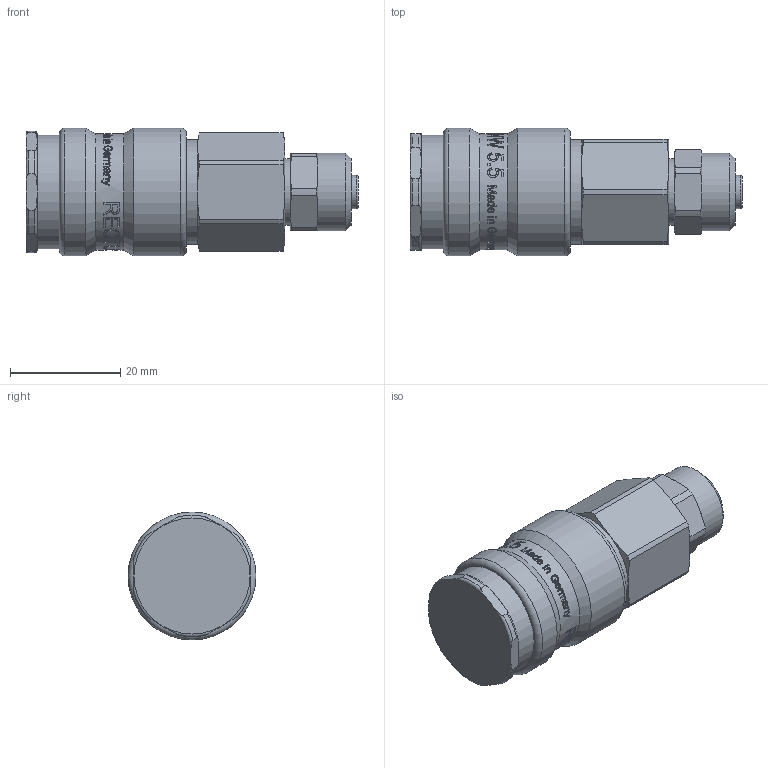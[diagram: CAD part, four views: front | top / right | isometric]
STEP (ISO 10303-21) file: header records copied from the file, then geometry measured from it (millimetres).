
FILE_DESCRIPTION(/* description */ (''),/* implementation_level */ '2;1');
FILE_NAME(/* name */ '23kako08mpn.stp',/* time_stamp */ '2023-03-27T14:51:22+02:00',/* author */ ('IA176480'),/* organization */ (''),/* preprocessor_version */ 'ST-DEVELOPER v18.1',/* originating_system */ 'Autodesk Inventor 2020',/* authorisation */ '');
FILE_SCHEMA (('AUTOMOTIVE_DESIGN { 1 0 10303 214 3 1 1 }'));
Products named in the file (1): 23KAKO08MPN
Bounding box: 60.1 x 23.15 x 23.15 mm (x, y, z)
Volume: 17407.7 mm3; surface area: 7996.2 mm2
Topology: 2 solids, 3 shells, 557 faces, 1503 edges, 995 vertices
Faces by surface type: bspline 268, plane 175, cylinder 71, cone 28, torus 15
Full cylindrical faces by diameter (mm): 6.05 x1, 10.849 x1, 11.153 x1, 12 x1, 14 x1, 16.496 x1, 17.25 x1, 18.95 x1, 19.35 x1, 20.6 x1, 20.8 x1, 21 x1, 23.15 x2
Entity records: 76545 total; most frequent: CARTESIAN_POINT 64009, ORIENTED_EDGE 3006, DIRECTION 1553, EDGE_CURVE 1503, VERTEX_POINT 995, B_SPLINE_CURVE_WITH_KNOTS 701, EDGE_LOOP 604, FACE_OUTER_BOUND 557
